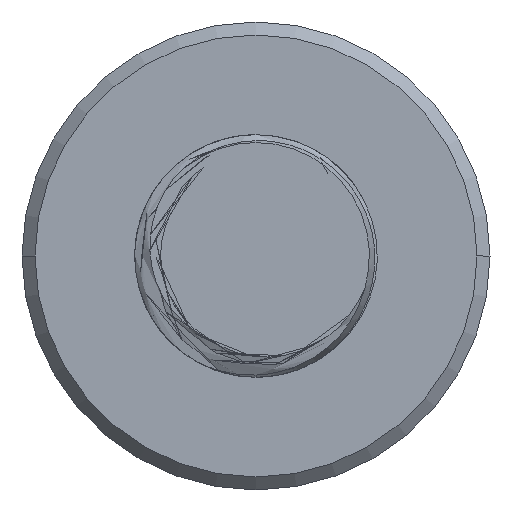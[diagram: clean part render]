
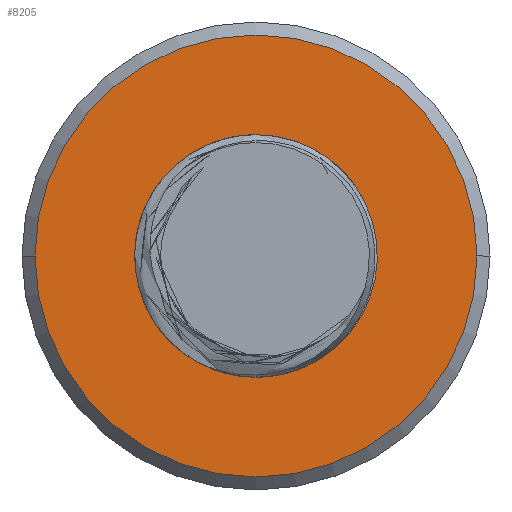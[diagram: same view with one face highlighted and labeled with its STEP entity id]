
A CAD part, front view. The second image highlights one B-rep face of the part: STEP entity #8205.
In plain terms, the highlighted planar face has unit normal (0, -1, 0).
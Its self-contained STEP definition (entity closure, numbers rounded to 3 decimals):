
#19 = AXIS2_PLACEMENT_3D ( 'NONE', #6602, #1816, #7442 ) ;
#213 = CIRCLE ( 'NONE', #1110, 1.4 ) ;
#224 = AXIS2_PLACEMENT_3D ( 'NONE', #10360, #5653, #779 ) ;
#414 = CARTESIAN_POINT ( 'NONE',  ( 1.53, 0., 0. ) ) ;
#494 = CIRCLE ( 'NONE', #224, 1.4 ) ;
#574 = CARTESIAN_POINT ( 'NONE',  ( 2.75, 0., 0. ) ) ;
#649 = CARTESIAN_POINT ( 'NONE',  ( 3.495, 0., -0.992 ) ) ;
#696 = FACE_BOUND ( 'NONE', #8597, .T. ) ;
#722 = FACE_OUTER_BOUND ( 'NONE', #8765, .T. ) ;
#779 = DIRECTION ( 'NONE',  ( 0., 0., -1. ) ) ;
#1110 = AXIS2_PLACEMENT_3D ( 'NONE', #2264, #7896, #3089 ) ;
#1231 = CARTESIAN_POINT ( 'NONE',  ( 2.2, 0., -0.953 ) ) ;
#1252 = VERTEX_POINT ( 'NONE', #8995 ) ;
#1309 = CARTESIAN_POINT ( 'NONE',  ( 0.2, 0., 0. ) ) ;
#1334 = CIRCLE ( 'NONE', #6216, 2.55 ) ;
#1388 = DIRECTION ( 'NONE',  ( -1., 0., 0. ) ) ;
#1462 = CARTESIAN_POINT ( 'NONE',  ( 3.903, 0., -0.626 ) ) ;
#1816 = DIRECTION ( 'NONE',  ( 0., 1., 0. ) ) ;
#2049 = CARTESIAN_POINT ( 'NONE',  ( 1.63, 0., -0.392 ) ) ;
#2086 = VERTEX_POINT ( 'NONE', #8550 ) ;
#2245 = CARTESIAN_POINT ( 'NONE',  ( 2.313, 0., -1.033 ) ) ;
#2264 = CARTESIAN_POINT ( 'NONE',  ( 2.75, 0., 0. ) ) ;
#2281 = CARTESIAN_POINT ( 'NONE',  ( 4.1, 0., 0.035 ) ) ;
#2414 = VECTOR ( 'NONE', #8290, 1000. ) ;
#2445 = LINE ( 'NONE', #7412, #2414 ) ;
#2465 = DIRECTION ( 'NONE',  ( 0., 1., 0. ) ) ;
#2679 = CIRCLE ( 'NONE', #9461, 2.55 ) ;
#2839 = CARTESIAN_POINT ( 'NONE',  ( 1.539, 0., -0.102 ) ) ;
#2877 = CARTESIAN_POINT ( 'NONE',  ( 1.794, 0., -0.65 ) ) ;
#3066 = VERTEX_POINT ( 'NONE', #1309 ) ;
#3069 = CARTESIAN_POINT ( 'NONE',  ( 2.2, 0., -0.953 ) ) ;
#3089 = DIRECTION ( 'NONE',  ( 0., 0., -1. ) ) ;
#3105 = CARTESIAN_POINT ( 'NONE',  ( 4.06, 0., 0.444 ) ) ;
#3715 = CARTESIAN_POINT ( 'NONE',  ( 2.02, 0., -0.855 ) ) ;
#3749 = CARTESIAN_POINT ( 'NONE',  ( 2.75, 0., 1.4 ) ) ;
#3915 = CARTESIAN_POINT ( 'NONE',  ( 2.437, 0., -1.091 ) ) ;
#3946 = CARTESIAN_POINT ( 'NONE',  ( 3.962, 0., 0.7 ) ) ;
#4418 = ORIENTED_EDGE ( 'NONE', *, *, #8709, .F. ) ;
#4518 = CARTESIAN_POINT ( 'NONE',  ( 2.2, 0., -0.953 ) ) ;
#4724 = CARTESIAN_POINT ( 'NONE',  ( 2.84, 0., -1.174 ) ) ;
#5039 = EDGE_CURVE ( 'NONE', #6895, #3066, #2679, .T. ) ;
#5163 = EDGE_CURVE ( 'NONE', #9640, #2086, #7670, .T. ) ;
#5508 = EDGE_CURVE ( 'NONE', #9788, #1252, #2445, .T. ) ;
#5522 = CARTESIAN_POINT ( 'NONE',  ( 3.247, 0., -1.111 ) ) ;
#5653 = DIRECTION ( 'NONE',  ( 0., -1., 0. ) ) ;
#6216 = AXIS2_PLACEMENT_3D ( 'NONE', #7274, #2465, #8108 ) ;
#6235 = DIRECTION ( 'NONE',  ( 0., 1., 0. ) ) ;
#6305 = CARTESIAN_POINT ( 'NONE',  ( 3.608, 0., -0.913 ) ) ;
#6602 = CARTESIAN_POINT ( 'NONE',  ( 0., 0., 0. ) ) ;
#6635 = PLANE ( 'NONE',  #19 ) ;
#6819 = CARTESIAN_POINT ( 'NONE',  ( 5.3, 0., 0. ) ) ;
#6856 = CARTESIAN_POINT ( 'NONE',  ( 1.561, 0., -0.201 ) ) ;
#6895 = VERTEX_POINT ( 'NONE', #6819 ) ;
#7090 = CARTESIAN_POINT ( 'NONE',  ( 4.035, 0., -0.372 ) ) ;
#7274 = CARTESIAN_POINT ( 'NONE',  ( 2.75, 0., 0. ) ) ;
#7289 = EDGE_CURVE ( 'NONE', #3066, #6895, #1334, .T. ) ;
#7412 = CARTESIAN_POINT ( 'NONE',  ( 2.75, 0., 0. ) ) ;
#7442 = DIRECTION ( 'NONE',  ( -1., 0., 0. ) ) ;
#7670 = B_SPLINE_CURVE_WITH_KNOTS ( 'NONE', 3,
 ( #3069, #2245, #3915, #9467, #4724, #10235, #5522, #649, #6305, #1462, #7090, #2281, #7915, #3105, #8729, #3946 ),
 .UNSPECIFIED., .F., .F.,
 ( 4, 2, 2, 2, 2, 2, 2, 4 ),
 ( 0., 0., 0.001, 0.001, 0.002, 0.002, 0.003, 0.003 ),
 .UNSPECIFIED. ) ;
#7677 = CARTESIAN_POINT ( 'NONE',  ( 1.678, 0., -0.484 ) ) ;
#7896 = DIRECTION ( 'NONE',  ( 0., -1., 0. ) ) ;
#7915 = CARTESIAN_POINT ( 'NONE',  ( 4.099, 0., 0.172 ) ) ;
#7955 = ORIENTED_EDGE ( 'NONE', *, *, #7289, .F. ) ;
#8006 = ORIENTED_EDGE ( 'NONE', *, *, #5039, .F. ) ;
#8077 = ORIENTED_EDGE ( 'NONE', *, *, #5508, .F. ) ;
#8083 = B_SPLINE_CURVE_WITH_KNOTS ( 'NONE', 3,
 ( #414, #2839, #6856, #2049, #7677, #2877, #8513, #3715, #9280, #4518 ),
 .UNSPECIFIED., .F., .F.,
 ( 4, 2, 2, 2, 4 ),
 ( 0., 0., 0.001, 0.001, 0.001 ),
 .UNSPECIFIED. ) ;
#8108 = DIRECTION ( 'NONE',  ( -1., 0., 0. ) ) ;
#8164 = ORIENTED_EDGE ( 'NONE', *, *, #9398, .F. ) ;
#8205 = ADVANCED_FACE ( 'NONE', ( #722, #696 ), #6635, .F. ) ;
#8290 = DIRECTION ( 'NONE',  ( 1., 0., 0. ) ) ;
#8333 = ORIENTED_EDGE ( 'NONE', *, *, #5163, .F. ) ;
#8406 = ORIENTED_EDGE ( 'NONE', *, *, #9593, .F. ) ;
#8513 = CARTESIAN_POINT ( 'NONE',  ( 1.864, 0., -0.726 ) ) ;
#8550 = CARTESIAN_POINT ( 'NONE',  ( 3.962, 0., 0.7 ) ) ;
#8597 = EDGE_LOOP ( 'NONE', ( #8077, #4418, #8164, #8333, #8406 ) ) ;
#8709 = EDGE_CURVE ( 'NONE', #9769, #9788, #494, .T. ) ;
#8729 = CARTESIAN_POINT ( 'NONE',  ( 4.021, 0., 0.575 ) ) ;
#8765 = EDGE_LOOP ( 'NONE', ( #7955, #8006 ) ) ;
#8995 = CARTESIAN_POINT ( 'NONE',  ( 1.53, 0., 0. ) ) ;
#9280 = CARTESIAN_POINT ( 'NONE',  ( 2.107, 0., -0.91 ) ) ;
#9373 = CARTESIAN_POINT ( 'NONE',  ( 1.35, 0., 0. ) ) ;
#9398 = EDGE_CURVE ( 'NONE', #2086, #9769, #213, .T. ) ;
#9461 = AXIS2_PLACEMENT_3D ( 'NONE', #574, #6235, #1388 ) ;
#9467 = CARTESIAN_POINT ( 'NONE',  ( 2.703, 0., -1.162 ) ) ;
#9593 = EDGE_CURVE ( 'NONE', #1252, #9640, #8083, .T. ) ;
#9640 = VERTEX_POINT ( 'NONE', #1231 ) ;
#9769 = VERTEX_POINT ( 'NONE', #3749 ) ;
#9788 = VERTEX_POINT ( 'NONE', #9373 ) ;
#10235 = CARTESIAN_POINT ( 'NONE',  ( 3.114, 0., -1.148 ) ) ;
#10360 = CARTESIAN_POINT ( 'NONE',  ( 2.75, 0., 0. ) ) ;
